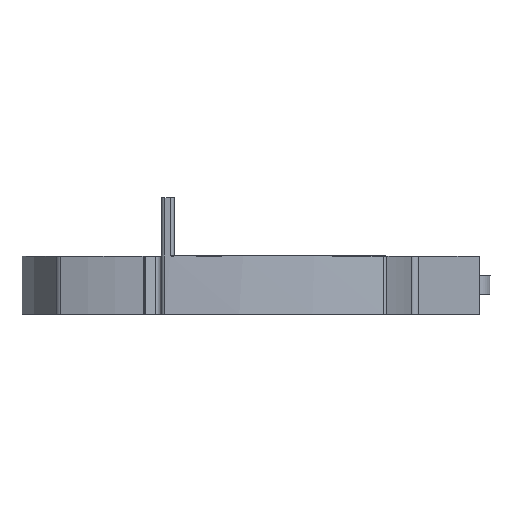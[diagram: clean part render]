
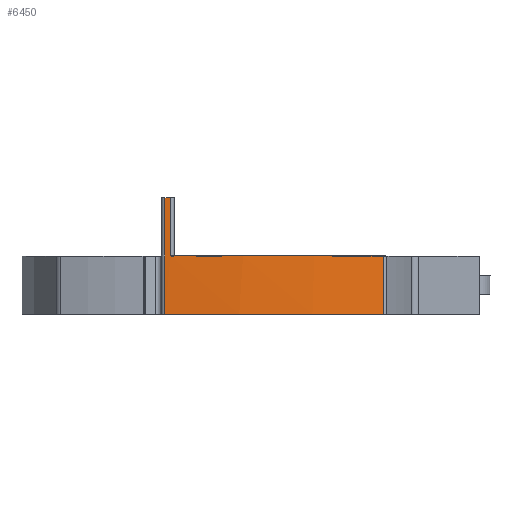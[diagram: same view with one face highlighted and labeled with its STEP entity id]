
A CAD part, left-side view. The second image highlights one B-rep face of the part: STEP entity #6450.
In plain terms, the highlighted cylindrical face has radius 76 mm (diameter 152 mm), a partial arc.
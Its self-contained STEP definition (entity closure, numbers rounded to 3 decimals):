
#1950=CARTESIAN_POINT('',(21.775,4.734,
-8.145));
#1960=VERTEX_POINT('',#1950);
#1990=CARTESIAN_POINT('',(-54.202,6.577,
-8.145));
#2000=DIRECTION('',(0.,0.,1.));
#2010=DIRECTION('',(0.002,1.,
0.));
#2020=AXIS2_PLACEMENT_3D('',#1990,#2000,#2010);
#2030=CIRCLE('',#2020,76.);
#2040=CARTESIAN_POINT('',(16.164,35.292,
-8.145));
#2050=VERTEX_POINT('',#2040);
#2060=EDGE_CURVE('',#1960,#2050,#2030,.T.);
#3760=CARTESIAN_POINT('',(16.164,35.292,
0.005));
#3770=DIRECTION('',(0.,0.,1.));
#3780=VECTOR('',#3770,1.);
#3790=LINE('',#3760,#3780);
#3800=CARTESIAN_POINT('',(16.164,35.292,
0.005));
#3810=VERTEX_POINT('',#3800);
#3820=EDGE_CURVE('',#2050,#3810,#3790,.T.);
#4510=CARTESIAN_POINT('',(21.775,4.734,
8.155));
#4520=VERTEX_POINT('',#4510);
#4550=CARTESIAN_POINT('',(21.775,4.734,
0.005));
#4560=DIRECTION('',(0.,0.,1.));
#4570=VECTOR('',#4560,1.);
#4580=LINE('',#4550,#4570);
#4590=EDGE_CURVE('',#1960,#4520,#4580,.T.);
#6110=CARTESIAN_POINT('',(-54.202,6.577,
0.005));
#6120=DIRECTION('',(0.,0.,1.));
#6130=DIRECTION('',(0.002,1.,
0.));
#6140=AXIS2_PLACEMENT_3D('',#6110,#6120,#6130);
#6150=CYLINDRICAL_SURFACE('',#6140,76.);
#6160=ORIENTED_EDGE('',*,*,#3820,.T.);
#6170=ORIENTED_EDGE('',*,*,#2060,.T.);
#6180=ORIENTED_EDGE('',*,*,#4590,.F.);
#6190=CARTESIAN_POINT('',(-54.202,6.577,
8.155));
#6200=DIRECTION('',(0.,0.,1.));
#6210=DIRECTION('',(-1.,0.,0.));
#6220=AXIS2_PLACEMENT_3D('',#6190,#6200,#6210);
#6230=CIRCLE('',#6220,76.);
#6240=CARTESIAN_POINT('',(21.791,5.54,
8.155));
#6250=VERTEX_POINT('',#6240);
#6260=EDGE_CURVE('',#4520,#6250,#6230,.T.);
#6270=ORIENTED_EDGE('',*,*,#6260,.F.);
#6280=CARTESIAN_POINT('',(21.791,5.54,
0.005));
#6290=DIRECTION('',(0.,0.,1.));
#6300=VECTOR('',#6290,1.);
#6310=LINE('',#6280,#6300);
#6320=CARTESIAN_POINT('',(21.791,5.54,
0.005));
#6330=VERTEX_POINT('',#6320);
#6340=EDGE_CURVE('',#6330,#6250,#6310,.T.);
#6350=ORIENTED_EDGE('',*,*,#6340,.T.);
#6360=CARTESIAN_POINT('',(-54.202,6.577,
0.005));
#6370=DIRECTION('',(0.,0.,1.));
#6380=DIRECTION('',(0.002,1.,
0.));
#6390=AXIS2_PLACEMENT_3D('',#6360,#6370,#6380);
#6400=CIRCLE('',#6390,76.);
#6410=EDGE_CURVE('',#6330,#3810,#6400,.T.);
#6420=ORIENTED_EDGE('',*,*,#6410,.F.);
#6430=EDGE_LOOP('',(#6420,#6350,#6270,#6180,#6170,#6160));
#6440=FACE_OUTER_BOUND('',#6430,.T.);
#6450=ADVANCED_FACE('',(#6440),#6150,.T.);
